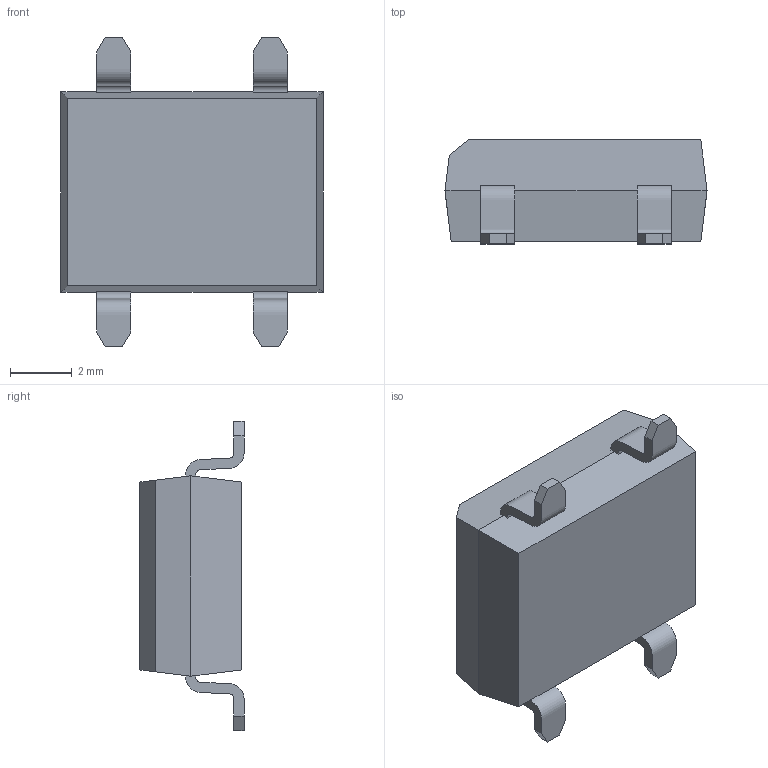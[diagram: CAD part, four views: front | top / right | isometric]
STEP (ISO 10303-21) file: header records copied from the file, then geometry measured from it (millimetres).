
FILE_DESCRIPTION (( 'STEP AP214' ), '1' );
FILE_NAME ('DFS___10.05mm__.STEP', '2023-03-04T21:37:05', ( '' ), ( '' ), 'SwSTEP 2.0', 'SolidWorks 2020', '' );
FILE_SCHEMA (( 'AUTOMOTIVE_DESIGN' ));
Length unit declared in the file: millimetre
Products named in the file (1): DFS___10.05mm__
Bounding box: 8.51 x 3.38 x 10.05 mm (x, y, z)
Volume: 176.1 mm3; surface area: 228.1 mm2
Topology: 1 solids, 1 shells, 396 faces, 1131 edges, 774 vertices
Faces by surface type: plane 318, bspline 78
Entity records: 19877 total; most frequent: CARTESIAN_POINT 5604, ORIENTED_EDGE 2262, DIRECTION 1637, EDGE_CURVE 1131, VECTOR 935, LINE 935, VERTEX_POINT 774, EDGE_LOOP 433
